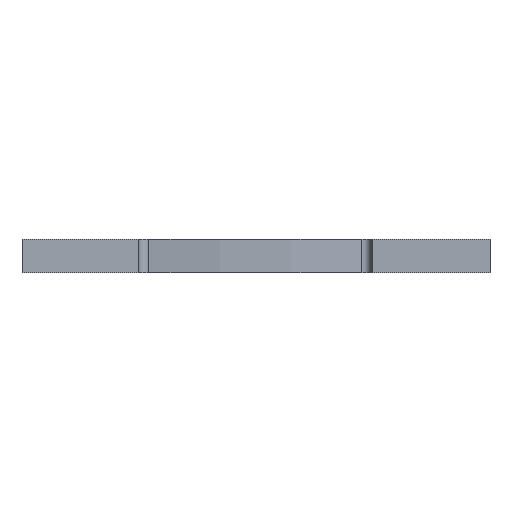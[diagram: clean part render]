
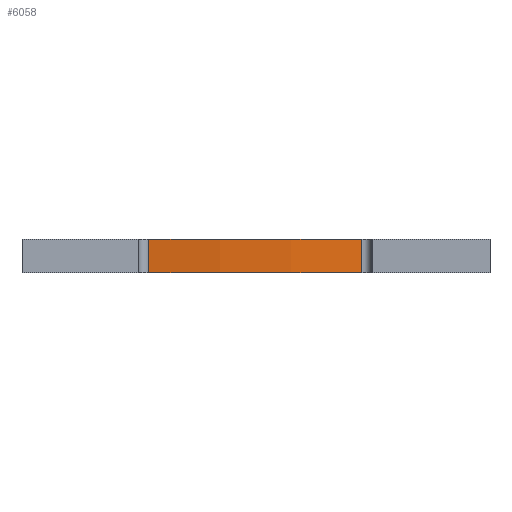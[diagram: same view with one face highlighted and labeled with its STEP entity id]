
A CAD part, front view. The second image highlights one B-rep face of the part: STEP entity #6058.
In plain terms, the highlighted cylindrical face has radius 77 mm (diameter 154 mm), a partial arc.
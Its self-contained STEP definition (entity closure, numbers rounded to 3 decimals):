
#107=CYLINDRICAL_SURFACE('',#382,77.);
#173=CIRCLE('',#383,77.);
#174=CIRCLE('',#384,77.);
#382=AXIS2_PLACEMENT_3D('',#7649,#2271,#2272);
#383=AXIS2_PLACEMENT_3D('',#7650,#2273,#2274);
#384=AXIS2_PLACEMENT_3D('',#7651,#2275,#2276);
#1033=VECTOR('',#2258,1.);
#1037=VECTOR('',#2267,1.);
#1537=LINE('',#7633,#1033);
#1541=LINE('',#7644,#1037);
#2258=DIRECTION('',(0.,0.,-1.));
#2267=DIRECTION('',(0.,0.,1.));
#2271=DIRECTION('',(0.,0.,1.));
#2272=DIRECTION('',(77.,0.,0.));
#2273=DIRECTION('',(0.,0.,-1.));
#2274=DIRECTION('',(77.,0.,0.));
#2275=DIRECTION('',(0.,0.,1.));
#2276=DIRECTION('',(77.,0.,0.));
#2878=VERTEX_POINT('',#7627);
#2881=VERTEX_POINT('',#7632);
#2885=VERTEX_POINT('',#7643);
#2886=VERTEX_POINT('',#7645);
#3660=EDGE_CURVE('',#2881,#2878,#1537,.T.);
#3665=EDGE_CURVE('',#2885,#2886,#1541,.T.);
#3668=EDGE_CURVE('',#2881,#2886,#173,.T.);
#3669=EDGE_CURVE('',#2885,#2878,#174,.T.);
#4818=ORIENTED_EDGE('',*,*,#3660,.F.);
#4819=ORIENTED_EDGE('',*,*,#3668,.T.);
#4820=ORIENTED_EDGE('',*,*,#3665,.F.);
#4821=ORIENTED_EDGE('',*,*,#3669,.T.);
#5509=EDGE_LOOP('',(#4818,#4819,#4820,#4821));
#5785=FACE_BOUND('',#5509,.T.);
#6058=ADVANCED_FACE('',(#5785),#107,.T.);
#7627=CARTESIAN_POINT('',(12.653,-76.621,0.));
#7632=CARTESIAN_POINT('',(12.653,-76.621,4.));
#7633=CARTESIAN_POINT('',(12.653,-76.621,0.));
#7643=CARTESIAN_POINT('',(-12.835,-76.633,0.));
#7644=CARTESIAN_POINT('',(-12.835,-76.633,0.));
#7645=CARTESIAN_POINT('',(-12.835,-76.633,4.));
#7649=CARTESIAN_POINT('',(-0.126,-0.689,0.));
#7650=CARTESIAN_POINT('',(-0.126,-0.689,4.));
#7651=CARTESIAN_POINT('',(-0.126,-0.689,0.));
